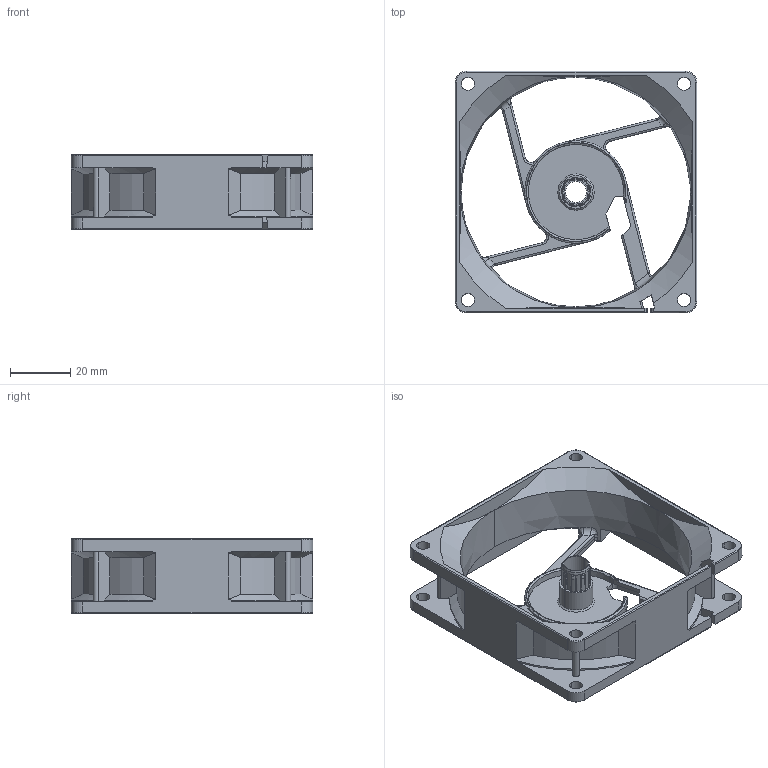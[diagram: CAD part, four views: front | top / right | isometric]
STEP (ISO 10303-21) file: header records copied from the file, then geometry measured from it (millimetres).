
FILE_DESCRIPTION (( 'STEP AP203' ), '1' );
FILE_NAME ('OD8025 m0 Frame Only.stp', '2021-08-16T20:58:39', ( '' ), ( '' ), 'SwSTEP 2.0', 'SolidWorks 2018', '' );
FILE_SCHEMA (( 'CONFIG_CONTROL_DESIGN' ));
Length unit declared in the file: millimetre
Products named in the file (1): OD8025 m0 Frame Only
Bounding box: 80 x 80 x 24.8 mm (x, y, z)
Volume: 22018 mm3; surface area: 23693.6 mm2
Topology: 1 solids, 1 shells, 425 faces, 1138 edges, 714 vertices
Faces by surface type: cylinder 155, plane 117, torus 60, cone 58, bspline 35
Entity records: 17633 total; most frequent: CARTESIAN_POINT 7805, ORIENTED_EDGE 2274, DIRECTION 1753, EDGE_CURVE 1137, AXIS2_PLACEMENT_3D 727, VERTEX_POINT 714, B_SPLINE_CURVE_WITH_KNOTS 484, EDGE_LOOP 451
